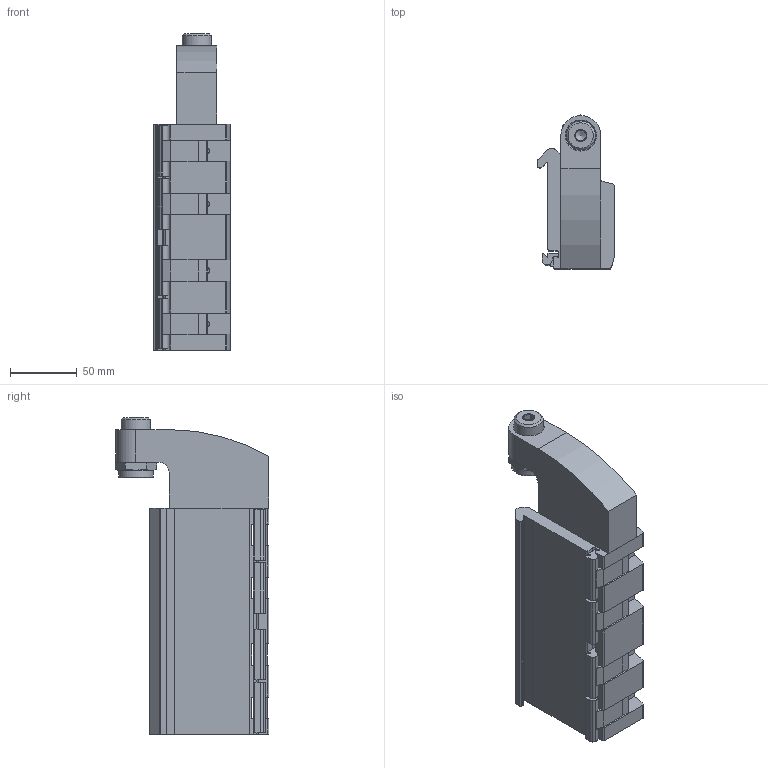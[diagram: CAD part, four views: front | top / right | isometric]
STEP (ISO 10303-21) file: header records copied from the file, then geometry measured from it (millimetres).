
FILE_DESCRIPTION(/* description */ ('STEP AP214'),/* implementation_level */ '2;1');
FILE_NAME(/* name */ '545242_KYC-50',/* time_stamp */ '2024-08-29T19:23:33+02:00',/* author */ ('License CC BY-ND 4.0'),/* organization */ ('CADENAS'),/* preprocessor_version */ 'ST-DEVELOPER v19.3',/* originating_system */ 'PARTsolutions',/* authorisation */ ' ');
FILE_SCHEMA (('AUTOMOTIVE_DESIGN {1 0 10303 214 3 1 1}'));
Length unit declared in the file: millimetre
Products named in the file (7): 545242 KYC-50; 695770 KYC-50; 695774 KYC-50; 691768 KYC-40; 337143 VAL; 690990 DADM-DGC-25/32-A; DIN-912 - M12x200(F)
Assembly tree (9 placements, depth 2):
  545242 KYC-50
    695770 KYC-50
    695774 KYC-50
    691768 KYC-40
    337143 VAL
    690990 DADM-DGC-25/32-A  x4
    DIN-912 - M12x200(F)
Bounding box: 57.8 x 115.59 x 238 mm (x, y, z)
Volume: 687859.7 mm3; surface area: 135018.5 mm2
Topology: 9 solids, 9 shells, 423 faces, 1168 edges, 760 vertices
Faces by surface type: plane 195, cylinder 180, cone 47, torus 1
Full cylindrical faces by diameter (mm): 4.917 x4, 5 x1, 8 x5, 10.106 x1, 12 x1, 13.5 x1, 18 x1, 18.6 x1, 20.376 x2, 22 x4, 26 x1
Entity records: 8947 total; most frequent: CARTESIAN_POINT 1623, DIRECTION 1544, ORIENTED_EDGE 1424, EDGE_CURVE 712, AXIS2_PLACEMENT_3D 573, VERTEX_POINT 486, LINE 398, VECTOR 398
